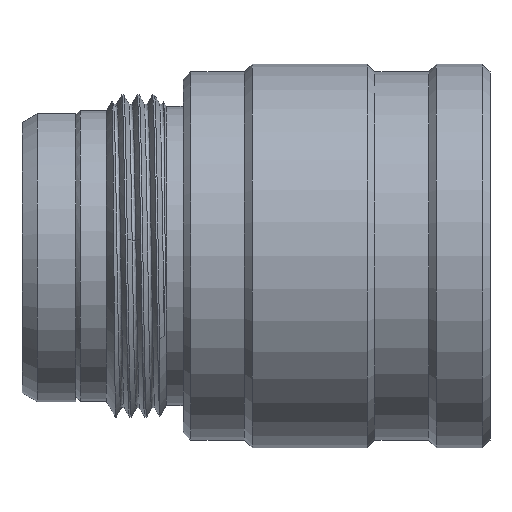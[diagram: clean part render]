
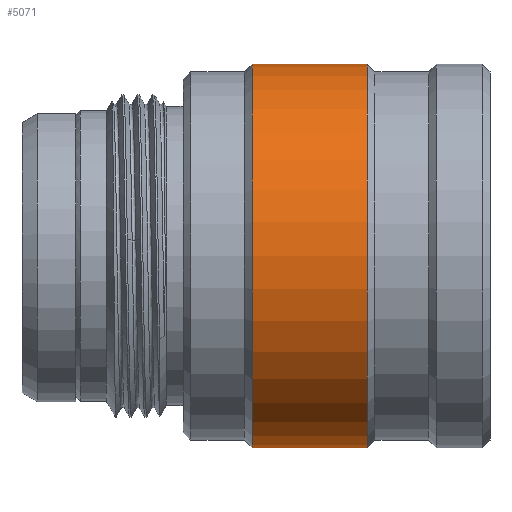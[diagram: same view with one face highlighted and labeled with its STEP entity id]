
A CAD part, top view. The second image highlights one B-rep face of the part: STEP entity #5071.
In plain terms, the highlighted cylindrical face has radius 12.5 mm (diameter 25 mm), a partial arc.
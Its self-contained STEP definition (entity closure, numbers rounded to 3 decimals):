
#1161=CARTESIAN_POINT('',(11.5,0.,0.));
#1162=DIRECTION('',(1.,0.,0.));
#1163=DIRECTION('',(0.,1.,0.));
#1164=AXIS2_PLACEMENT_3D('',#1161,#1162,#1163);
#1179=DIRECTION('',(-1.,0.,0.));
#1180=VECTOR('',#1179,7.5);
#1181=CARTESIAN_POINT('',(19.,12.5,0.));
#1182=LINE('337',#1181,#1180);
#1183=DIRECTION('',(-1.,0.,0.));
#1184=VECTOR('',#1183,7.5);
#1185=CARTESIAN_POINT('',(19.,-12.5,0.));
#1186=LINE('343',#1185,#1184);
#1192=CARTESIAN_POINT('',(19.,0.,0.));
#1193=DIRECTION('',(1.,0.,0.));
#1194=DIRECTION('',(0.,1.,0.));
#1195=AXIS2_PLACEMENT_3D('',#1192,#1193,#1194);
#3259=CARTESIAN_POINT('',(19.,12.5,0.));
#3260=VERTEX_POINT('',#3259);
#3261=CARTESIAN_POINT('',(11.5,12.5,0.));
#3262=VERTEX_POINT('',#3261);
#3275=CARTESIAN_POINT('',(19.,-12.5,0.));
#3276=VERTEX_POINT('',#3275);
#3277=CARTESIAN_POINT('',(11.5,-12.5,0.));
#3278=VERTEX_POINT('',#3277);
#5059=CARTESIAN_POINT('',(-1.35,0.,0.));
#5060=DIRECTION('',(1.,0.,0.));
#5061=DIRECTION('',(0.,-1.,0.));
#5062=AXIS2_PLACEMENT_3D('',#5059,#5060,#5061);
#5063=CYLINDRICAL_SURFACE('251',#5062,12.5);
#5064=ORIENTED_EDGE('337',*,*,#5042,.F.);
#5066=ORIENTED_EDGE('350',*,*,#5065,.T.);
#5067=ORIENTED_EDGE('343',*,*,#5045,.T.);
#5068=ORIENTED_EDGE('351',*,*,#5002,.F.);
#5069=EDGE_LOOP('251',(#5064,#5066,#5067,#5068));
#5070=FACE_OUTER_BOUND('251',#5069,.F.);
#1165=CIRCLE('351',#1164,12.5);
#1196=CIRCLE('350',#1195,12.5);
#5002=EDGE_CURVE('351',#3262,#3278,#1165,.T.);
#5042=EDGE_CURVE('337',#3260,#3262,#1182,.T.);
#5045=EDGE_CURVE('343',#3276,#3278,#1186,.T.);
#5065=EDGE_CURVE('350',#3260,#3276,#1196,.T.);
#5071=ADVANCED_FACE('251',(#5070),#5063,.T.);
